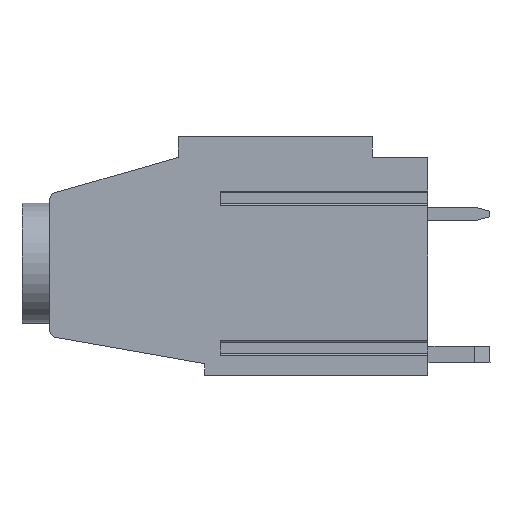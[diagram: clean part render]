
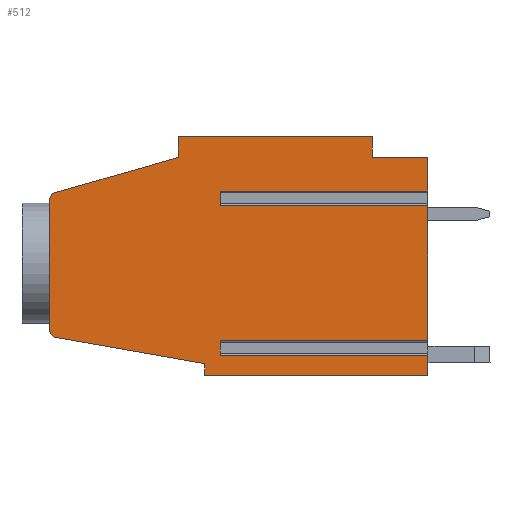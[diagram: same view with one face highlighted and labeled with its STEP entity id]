
A CAD part, left-side view. The second image highlights one B-rep face of the part: STEP entity #512.
In plain terms, the highlighted planar face has unit normal (-1, 0, 0).
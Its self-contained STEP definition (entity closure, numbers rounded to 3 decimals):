
#512 = ADVANCED_FACE( '', ( #1109 ), #1110, .F. );
#1109 = FACE_OUTER_BOUND( '', #1782, .T. );
#1110 = PLANE( '', #1783 );
#1782 = EDGE_LOOP( '', ( #3322, #3323, #3324, #3325, #3326, #3327, #3328, #3329, #3330, #3331, #3332, #3333, #3334, #3335, #3336, #3337, #3338, #3339, #3340, #3341 ) );
#1783 = AXIS2_PLACEMENT_3D( '', #3342, #3343, #3344 );
#3322 = ORIENTED_EDGE( '', *, *, #4693, .F. );
#3323 = ORIENTED_EDGE( '', *, *, #4399, .F. );
#3324 = ORIENTED_EDGE( '', *, *, #4198, .T. );
#3325 = ORIENTED_EDGE( '', *, *, #4694, .T. );
#3326 = ORIENTED_EDGE( '', *, *, #4269, .F. );
#3327 = ORIENTED_EDGE( '', *, *, #4695, .F. );
#3328 = ORIENTED_EDGE( '', *, *, #4211, .T. );
#3329 = ORIENTED_EDGE( '', *, *, #4641, .T. );
#3330 = ORIENTED_EDGE( '', *, *, #4696, .F. );
#3331 = ORIENTED_EDGE( '', *, *, #4697, .F. );
#3332 = ORIENTED_EDGE( '', *, *, #4205, .T. );
#3333 = ORIENTED_EDGE( '', *, *, #4698, .F. );
#3334 = ORIENTED_EDGE( '', *, *, #4699, .F. );
#3335 = ORIENTED_EDGE( '', *, *, #4700, .F. );
#3336 = ORIENTED_EDGE( '', *, *, #4701, .F. );
#3337 = ORIENTED_EDGE( '', *, *, #4316, .F. );
#3338 = ORIENTED_EDGE( '', *, *, #4240, .F. );
#3339 = ORIENTED_EDGE( '', *, *, #4702, .F. );
#3340 = ORIENTED_EDGE( '', *, *, #4703, .F. );
#3341 = ORIENTED_EDGE( '', *, *, #4492, .F. );
#3342 = CARTESIAN_POINT( '', ( -16.455, -19.124, -4.544 ) );
#3343 = DIRECTION( '', ( 1., 0., 0. ) );
#3344 = DIRECTION( '', ( 0., 0., -1. ) );
#4198 = EDGE_CURVE( '', #5102, #5100, #5103, .T. );
#4205 = EDGE_CURVE( '', #5115, #5113, #5116, .T. );
#4211 = EDGE_CURVE( '', #5126, #5124, #5127, .T. );
#4240 = EDGE_CURVE( '', #5175, #5170, #5177, .T. );
#4269 = EDGE_CURVE( '', #5222, #5224, #5225, .T. );
#4316 = EDGE_CURVE( '', #5170, #5295, #5299, .T. );
#4399 = EDGE_CURVE( '', #5102, #5440, #5441, .T. );
#4492 = EDGE_CURVE( '', #5583, #5576, #5585, .T. );
#4641 = EDGE_CURVE( '', #5124, #5783, #5785, .T. );
#4693 = EDGE_CURVE( '', #5440, #5583, #5857, .T. );
#4694 = EDGE_CURVE( '', #5100, #5224, #5858, .T. );
#4695 = EDGE_CURVE( '', #5126, #5222, #5859, .T. );
#4696 = EDGE_CURVE( '', #5860, #5783, #5861, .T. );
#4697 = EDGE_CURVE( '', #5115, #5860, #5862, .T. );
#4698 = EDGE_CURVE( '', #5863, #5113, #5864, .T. );
#4699 = EDGE_CURVE( '', #5865, #5863, #5866, .T. );
#4700 = EDGE_CURVE( '', #5867, #5865, #5868, .T. );
#4701 = EDGE_CURVE( '', #5295, #5867, #5869, .T. );
#4702 = EDGE_CURVE( '', #5870, #5175, #5871, .T. );
#4703 = EDGE_CURVE( '', #5576, #5870, #5872, .T. );
#5100 = VERTEX_POINT( '', #6382 );
#5102 = VERTEX_POINT( '', #6384 );
#5103 = LINE( '', #6385, #6386 );
#5113 = VERTEX_POINT( '', #6401 );
#5115 = VERTEX_POINT( '', #6404 );
#5116 = LINE( '', #6405, #6406 );
#5124 = VERTEX_POINT( '', #6416 );
#5126 = VERTEX_POINT( '', #6418 );
#5127 = LINE( '', #6419, #6420 );
#5170 = VERTEX_POINT( '', #6481 );
#5175 = VERTEX_POINT( '', #6487 );
#5177 = CIRCLE( '', #6490, 0.5 );
#5222 = VERTEX_POINT( '', #6556 );
#5224 = VERTEX_POINT( '', #6558 );
#5225 = LINE( '', #6559, #6560 );
#5295 = VERTEX_POINT( '', #6655 );
#5299 = LINE( '', #6661, #6662 );
#5440 = VERTEX_POINT( '', #6863 );
#5441 = LINE( '', #6864, #6865 );
#5576 = VERTEX_POINT( '', #7062 );
#5583 = VERTEX_POINT( '', #7073 );
#5585 = LINE( '', #7076, #7077 );
#5783 = VERTEX_POINT( '', #7367 );
#5785 = LINE( '', #7369, #7370 );
#5857 = LINE( '', #7470, #7471 );
#5858 = LINE( '', #7472, #7473 );
#5859 = LINE( '', #7474, #7475 );
#5860 = VERTEX_POINT( '', #7476 );
#5861 = LINE( '', #7477, #7478 );
#5862 = LINE( '', #7479, #7480 );
#5863 = VERTEX_POINT( '', #7481 );
#5864 = LINE( '', #7482, #7483 );
#5865 = VERTEX_POINT( '', #7484 );
#5866 = LINE( '', #7485, #7486 );
#5867 = VERTEX_POINT( '', #7487 );
#5868 = LINE( '', #7488, #7489 );
#5869 = LINE( '', #7490, #7491 );
#5870 = VERTEX_POINT( '', #7492 );
#5871 = LINE( '', #7493, #7494 );
#5872 = CIRCLE( '', #7495, 0.5 );
#6382 = CARTESIAN_POINT( '', ( -16.455, -45.924, -15.791 ) );
#6384 = CARTESIAN_POINT( '', ( -16.455, -45.924, -17.25 ) );
#6385 = CARTESIAN_POINT( '', ( -16.455, -45.924, -4.544 ) );
#6386 = VECTOR( '', #7881, 1000. );
#6401 = CARTESIAN_POINT( '', ( -16.455, -45.924, -1.5 ) );
#6404 = CARTESIAN_POINT( '', ( -16.455, -45.924, -3.931 ) );
#6405 = CARTESIAN_POINT( '', ( -16.455, -45.924, -4.544 ) );
#6406 = VECTOR( '', #7888, 1000. );
#6416 = CARTESIAN_POINT( '', ( -16.455, -45.924, -4.991 ) );
#6418 = CARTESIAN_POINT( '', ( -16.455, -45.924, -14.731 ) );
#6419 = CARTESIAN_POINT( '', ( -16.455, -45.924, -4.544 ) );
#6420 = VECTOR( '', #7900, 1000. );
#6481 = CARTESIAN_POINT( '', ( -16.455, -18.986, -4.063 ) );
#6487 = CARTESIAN_POINT( '', ( -16.455, -18.624, -4.544 ) );
#6490 = AXIS2_PLACEMENT_3D( '', #7930, #7931, #7932 );
#6556 = CARTESIAN_POINT( '', ( -16.455, -30.924, -14.731 ) );
#6558 = CARTESIAN_POINT( '', ( -16.455, -30.924, -15.791 ) );
#6559 = CARTESIAN_POINT( '', ( -16.455, -30.924, -15.246 ) );
#6560 = VECTOR( '', #7957, 1000. );
#6655 = CARTESIAN_POINT( '', ( -16.455, -27.924, -1.5 ) );
#6661 = CARTESIAN_POINT( '', ( -16.455, -27.924, -1.5 ) );
#6662 = VECTOR( '', #8009, 1000. );
#6863 = CARTESIAN_POINT( '', ( -16.455, -29.824, -17.25 ) );
#6864 = CARTESIAN_POINT( '', ( -16.455, -29.824, -17.25 ) );
#6865 = VECTOR( '', #8094, 1000. );
#7062 = CARTESIAN_POINT( '', ( -16.455, -19.037, -14.498 ) );
#7073 = CARTESIAN_POINT( '', ( -16.455, -29.824, -16.4 ) );
#7076 = CARTESIAN_POINT( '', ( -16.455, -19.037, -14.498 ) );
#7077 = VECTOR( '', #8183, 1000. );
#7367 = CARTESIAN_POINT( '', ( -16.455, -30.924, -4.991 ) );
#7369 = CARTESIAN_POINT( '', ( -16.455, -45.924, -4.991 ) );
#7370 = VECTOR( '', #8318, 1000. );
#7470 = CARTESIAN_POINT( '', ( -16.455, -29.824, -4.544 ) );
#7471 = VECTOR( '', #8368, 1000. );
#7472 = CARTESIAN_POINT( '', ( -16.455, -45.924, -15.791 ) );
#7473 = VECTOR( '', #8369, 1000. );
#7474 = CARTESIAN_POINT( '', ( -16.455, -45.924, -14.731 ) );
#7475 = VECTOR( '', #8370, 1000. );
#7476 = CARTESIAN_POINT( '', ( -16.455, -30.924, -3.931 ) );
#7477 = CARTESIAN_POINT( '', ( -16.455, -30.924, -4.991 ) );
#7478 = VECTOR( '', #8371, 1000. );
#7479 = CARTESIAN_POINT( '', ( -16.455, -45.924, -3.931 ) );
#7480 = VECTOR( '', #8372, 1000. );
#7481 = CARTESIAN_POINT( '', ( -16.455, -41.924, -1.5 ) );
#7482 = CARTESIAN_POINT( '', ( -16.455, -45.924, -1.5 ) );
#7483 = VECTOR( '', #8373, 1000. );
#7484 = CARTESIAN_POINT( '', ( -16.455, -41.924, 0. ) );
#7485 = CARTESIAN_POINT( '', ( -16.455, -41.924, -1.5 ) );
#7486 = VECTOR( '', #8374, 1000. );
#7487 = CARTESIAN_POINT( '', ( -16.455, -27.924, 0. ) );
#7488 = CARTESIAN_POINT( '', ( -16.455, -41.924, 0. ) );
#7489 = VECTOR( '', #8375, 1000. );
#7490 = CARTESIAN_POINT( '', ( -16.455, -27.924, 0. ) );
#7491 = VECTOR( '', #8376, 1000. );
#7492 = CARTESIAN_POINT( '', ( -16.455, -18.624, -14.006 ) );
#7493 = CARTESIAN_POINT( '', ( -16.455, -18.624, -4.544 ) );
#7494 = VECTOR( '', #8377, 1000. );
#7495 = AXIS2_PLACEMENT_3D( '', #8378, #8379, #8380 );
#7881 = DIRECTION( '', ( 0., 0., 1. ) );
#7888 = DIRECTION( '', ( 0., 0., 1. ) );
#7900 = DIRECTION( '', ( 0., 0., 1. ) );
#7930 = CARTESIAN_POINT( '', ( -16.455, -19.124, -4.544 ) );
#7931 = DIRECTION( '', ( 1., 0., 0. ) );
#7932 = DIRECTION( '', ( 0., -0.799, -0.602 ) );
#7957 = DIRECTION( '', ( 0., 0., -1. ) );
#8009 = DIRECTION( '', ( 0., -0.961, 0.276 ) );
#8094 = DIRECTION( '', ( 0., 1., 0. ) );
#8183 = DIRECTION( '', ( 0., 0.985, 0.174 ) );
#8318 = DIRECTION( '', ( 0., 1., 0. ) );
#8368 = DIRECTION( '', ( 0., 0., 1. ) );
#8369 = DIRECTION( '', ( 0., 1., 0. ) );
#8370 = DIRECTION( '', ( 0., 1., 0. ) );
#8371 = DIRECTION( '', ( 0., 0., -1. ) );
#8372 = DIRECTION( '', ( 0., 1., 0. ) );
#8373 = DIRECTION( '', ( 0., -1., 0. ) );
#8374 = DIRECTION( '', ( 0., 0., -1. ) );
#8375 = DIRECTION( '', ( 0., -1., 0. ) );
#8376 = DIRECTION( '', ( 0., 0., 1. ) );
#8377 = DIRECTION( '', ( 0., 0., 1. ) );
#8378 = CARTESIAN_POINT( '', ( -16.455, -19.124, -14.006 ) );
#8379 = DIRECTION( '', ( 1., 0., 0. ) );
#8380 = DIRECTION( '', ( 0., -0.766, 0.643 ) );
